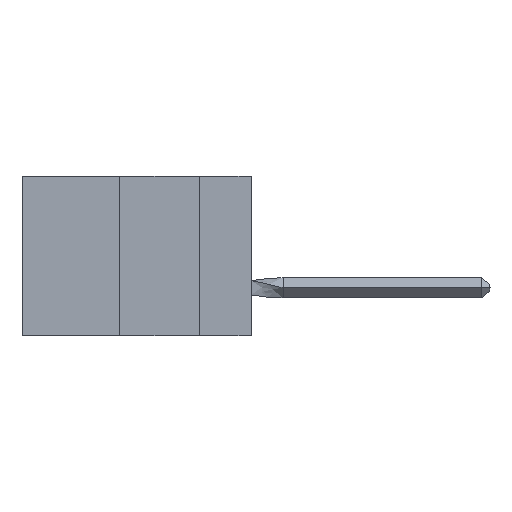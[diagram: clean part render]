
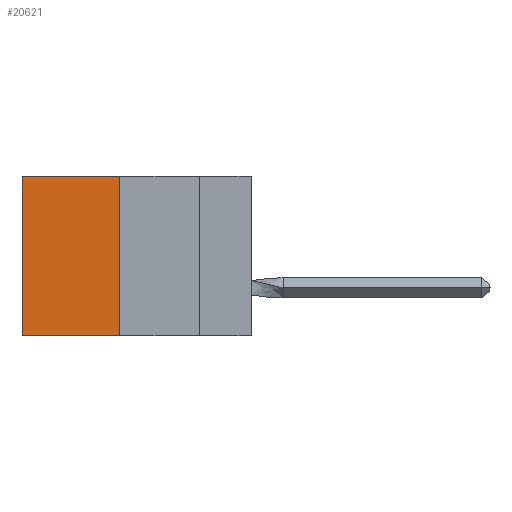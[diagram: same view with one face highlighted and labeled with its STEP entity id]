
A CAD part, left-side view. The second image highlights one B-rep face of the part: STEP entity #20621.
In plain terms, the highlighted planar face has unit normal (-1, 0, 0).
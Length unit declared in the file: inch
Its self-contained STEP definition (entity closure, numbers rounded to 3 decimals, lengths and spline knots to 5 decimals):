
#430 = VECTOR ( 'NONE', #10423, 39.37008 ) ;
#1420 = AXIS2_PLACEMENT_3D ( 'NONE', #5892, #10805, #32023 ) ;
#2376 = EDGE_CURVE ( 'NONE', #29522, #4385, #28458, .T. ) ;
#2450 = VERTEX_POINT ( 'NONE', #18956 ) ;
#3372 = VECTOR ( 'NONE', #25333, 39.37008 ) ;
#3763 = VERTEX_POINT ( 'NONE', #28173 ) ;
#4385 = VERTEX_POINT ( 'NONE', #14623 ) ;
#4552 = ORIENTED_EDGE ( 'NONE', *, *, #25636, .F. ) ;
#5325 = VECTOR ( 'NONE', #31135, 39.37008 ) ;
#5464 = EDGE_CURVE ( 'NONE', #3763, #2450, #29419, .T. ) ;
#5892 = CARTESIAN_POINT ( 'NONE',  ( 0.305, 0.413, -0.5 ) ) ;
#8014 = VECTOR ( 'NONE', #12965, 39.37008 ) ;
#9039 = FACE_OUTER_BOUND ( 'NONE', #32336, .T. ) ;
#9098 = CARTESIAN_POINT ( 'NONE',  ( 0.305, 0.413, 0. ) ) ;
#10423 = DIRECTION ( 'NONE',  ( 0., 0., -1. ) ) ;
#10805 = DIRECTION ( 'NONE',  ( 1., 0., 0. ) ) ;
#12690 = CARTESIAN_POINT ( 'NONE',  ( 0.305, 0.413, -0.5 ) ) ;
#12965 = DIRECTION ( 'NONE',  ( 0., 0., -1. ) ) ;
#13529 = LINE ( 'NONE', #12690, #5325 ) ;
#14623 = CARTESIAN_POINT ( 'NONE',  ( 0.305, 0.413, -0.5 ) ) ;
#16332 = ORIENTED_EDGE ( 'NONE', *, *, #2376, .F. ) ;
#18464 = ORIENTED_EDGE ( 'NONE', *, *, #5464, .T. ) ;
#18956 = CARTESIAN_POINT ( 'NONE',  ( 0.305, 0.72, -0.5 ) ) ;
#20621 = ADVANCED_FACE ( 'NONE', ( #9039 ), #24400, .F. ) ;
#21024 = CARTESIAN_POINT ( 'NONE',  ( 0.305, 0.413, -0.5 ) ) ;
#24400 = PLANE ( 'NONE',  #1420 ) ;
#25101 = ORIENTED_EDGE ( 'NONE', *, *, #27953, .T. ) ;
#25333 = DIRECTION ( 'NONE',  ( 0., 1., 0. ) ) ;
#25636 = EDGE_CURVE ( 'NONE', #4385, #2450, #13529, .T. ) ;
#26736 = CARTESIAN_POINT ( 'NONE',  ( 0.305, 0.413, 0. ) ) ;
#27953 = EDGE_CURVE ( 'NONE', #29522, #3763, #33494, .T. ) ;
#28173 = CARTESIAN_POINT ( 'NONE',  ( 0.305, 0.72, 0. ) ) ;
#28458 = LINE ( 'NONE', #21024, #430 ) ;
#29419 = LINE ( 'NONE', #33852, #8014 ) ;
#29522 = VERTEX_POINT ( 'NONE', #26736 ) ;
#31135 = DIRECTION ( 'NONE',  ( 0., 1., 0. ) ) ;
#32023 = DIRECTION ( 'NONE',  ( 0., 0., -1. ) ) ;
#32336 = EDGE_LOOP ( 'NONE', ( #18464, #4552, #16332, #25101 ) ) ;
#33494 = LINE ( 'NONE', #9098, #3372 ) ;
#33852 = CARTESIAN_POINT ( 'NONE',  ( 0.305, 0.72, -0.5 ) ) ;
